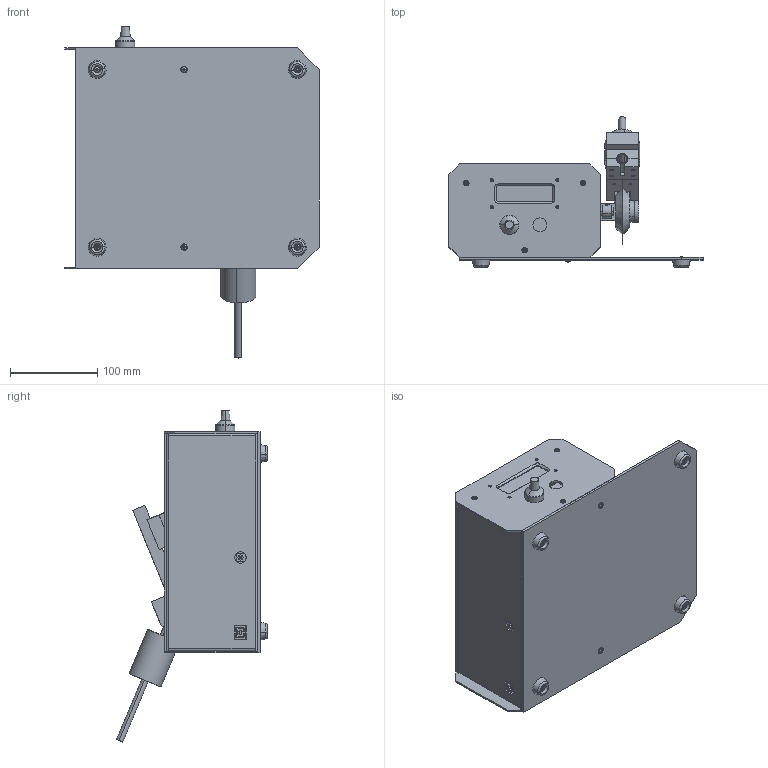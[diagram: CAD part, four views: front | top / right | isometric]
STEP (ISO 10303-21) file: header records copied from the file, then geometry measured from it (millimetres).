
FILE_DESCRIPTION (( 'STEP AP214' ), '1' );
FILE_NAME ('QSAW.STEP', '2017-08-21T13:16:47', ( 'Sidh Singh' ), ( '' ), 'SwSTEP 2.0', 'SolidWorks 2012', '' );
FILE_SCHEMA (( 'AUTOMOTIVE_DESIGN' ));
Length unit declared in the file: millimetre
Products named in the file (1): QSAW
Bounding box: 292 x 173.4 x 381.29 mm (x, y, z)
Surface area: 498095.9 mm2 (no closed solid volume)
Topology: 0 solids, 78 shells, 521 faces, 1973 edges, 1466 vertices
Faces by surface type: plane 267, cylinder 140, cone 62, torus 30, sphere 22
Entity records: 27163 total; most frequent: CARTESIAN_POINT 4396, DIRECTION 3856, ORIENTED_EDGE 2838, EDGE_CURVE 1969, VERTEX_POINT 1464, AXIS2_PLACEMENT_3D 1452, LINE 952, VECTOR 952
